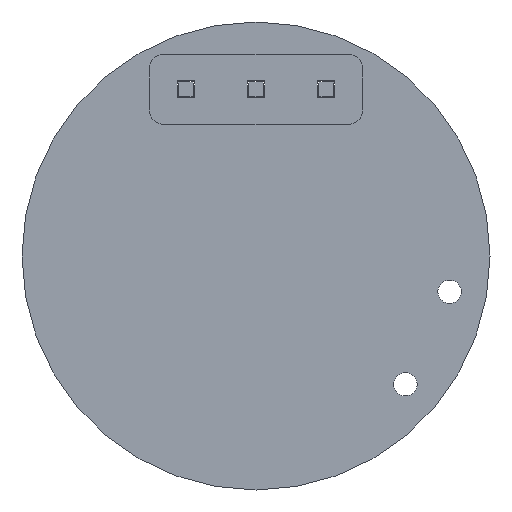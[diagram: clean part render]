
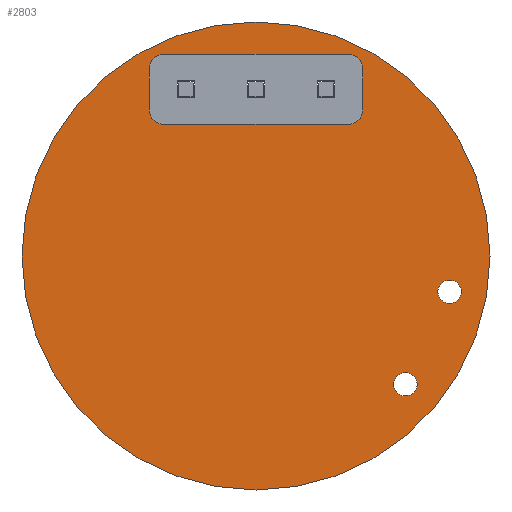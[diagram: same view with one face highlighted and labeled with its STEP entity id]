
A CAD part, front view. The second image highlights one B-rep face of the part: STEP entity #2803.
In plain terms, the highlighted planar face has unit normal (0, -1, 0).
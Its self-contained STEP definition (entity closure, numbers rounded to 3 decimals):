
#2695=CARTESIAN_POINT('',(0.,0.,0.));
#2696=DIRECTION('',(0.,1.,0.));
#2697=DIRECTION('',(0.,0.,1.));
#2698=AXIS2_PLACEMENT_3D('',#2695,#2696,#2697);
#2699=PLANE('',#2698);
#2700=CARTESIAN_POINT('',(-0.,-0.,-8.));
#2701=VERTEX_POINT('',#2700);
#2702=CARTESIAN_POINT('',(0.,0.,0.));
#2703=DIRECTION('',(0.,-1.,0.));
#2704=DIRECTION('',(0.,0.,-1.));
#2705=AXIS2_PLACEMENT_3D('',#2702,#2703,#2704);
#2706=CIRCLE('',#2705,8.);
#2707=EDGE_CURVE('',#2701,#2701,#2706,.T.);
#2708=ORIENTED_EDGE('',*,*,#2707,.T.);
#2709=EDGE_LOOP('',(#2708));
#2710=FACE_BOUND('',#2709,.T.);
#2711=CARTESIAN_POINT('',(5.108,0.,-3.984));
#2712=VERTEX_POINT('',#2711);
#2713=CARTESIAN_POINT('',(5.108,0.,-4.384));
#2714=DIRECTION('',(0.,1.,0.));
#2715=DIRECTION('',(0.,-0.,1.));
#2716=AXIS2_PLACEMENT_3D('',#2713,#2714,#2715);
#2717=CIRCLE('',#2716,0.4);
#2718=EDGE_CURVE('',#2712,#2712,#2717,.T.);
#2719=ORIENTED_EDGE('',*,*,#2718,.T.);
#2720=EDGE_LOOP('',(#2719));
#2721=FACE_BOUND('',#2720,.T.);
#2722=CARTESIAN_POINT('',(6.619,0.,-0.827));
#2723=VERTEX_POINT('',#2722);
#2724=CARTESIAN_POINT('',(6.619,0.,-1.227));
#2725=DIRECTION('',(0.,1.,0.));
#2726=DIRECTION('',(0.,-0.,1.));
#2727=AXIS2_PLACEMENT_3D('',#2724,#2725,#2726);
#2728=CIRCLE('',#2727,0.4);
#2729=EDGE_CURVE('',#2723,#2723,#2728,.T.);
#2730=ORIENTED_EDGE('',*,*,#2729,.T.);
#2731=EDGE_LOOP('',(#2730));
#2732=FACE_BOUND('',#2731,.T.);
#2733=CARTESIAN_POINT('',(-3.65,0.,6.4));
#2734=VERTEX_POINT('',#2733);
#2735=CARTESIAN_POINT('',(-3.65,0.,5.));
#2736=VERTEX_POINT('',#2735);
#2737=CARTESIAN_POINT('',(-3.65,0.,6.4));
#2738=DIRECTION('',(0.,0.,-1.));
#2739=VECTOR('',#2738,1.4);
#2740=LINE('',#2737,#2739);
#2741=EDGE_CURVE('',#2734,#2736,#2740,.T.);
#2742=ORIENTED_EDGE('',*,*,#2741,.F.);
#2743=CARTESIAN_POINT('',(-3.15,0.,6.9));
#2744=VERTEX_POINT('',#2743);
#2745=CARTESIAN_POINT('',(-3.15,0.,6.4));
#2746=DIRECTION('',(0.,1.,0.));
#2747=DIRECTION('',(0.,-0.,1.));
#2748=AXIS2_PLACEMENT_3D('',#2745,#2746,#2747);
#2749=CIRCLE('',#2748,0.5);
#2750=EDGE_CURVE('',#2734,#2744,#2749,.T.);
#2751=ORIENTED_EDGE('',*,*,#2750,.T.);
#2752=CARTESIAN_POINT('',(3.15,0.,6.9));
#2753=VERTEX_POINT('',#2752);
#2754=CARTESIAN_POINT('',(3.15,0.,6.9));
#2755=DIRECTION('',(-1.,0.,0.));
#2756=VECTOR('',#2755,6.3);
#2757=LINE('',#2754,#2756);
#2758=EDGE_CURVE('',#2753,#2744,#2757,.T.);
#2759=ORIENTED_EDGE('',*,*,#2758,.F.);
#2760=CARTESIAN_POINT('',(3.65,0.,6.4));
#2761=VERTEX_POINT('',#2760);
#2762=CARTESIAN_POINT('',(3.15,0.,6.4));
#2763=DIRECTION('',(0.,1.,0.));
#2764=DIRECTION('',(0.,-0.,1.));
#2765=AXIS2_PLACEMENT_3D('',#2762,#2763,#2764);
#2766=CIRCLE('',#2765,0.5);
#2767=EDGE_CURVE('',#2753,#2761,#2766,.T.);
#2768=ORIENTED_EDGE('',*,*,#2767,.T.);
#2769=CARTESIAN_POINT('',(3.65,0.,5.));
#2770=VERTEX_POINT('',#2769);
#2771=CARTESIAN_POINT('',(3.65,0.,5.));
#2772=DIRECTION('',(0.,0.,1.));
#2773=VECTOR('',#2772,1.4);
#2774=LINE('',#2771,#2773);
#2775=EDGE_CURVE('',#2770,#2761,#2774,.T.);
#2776=ORIENTED_EDGE('',*,*,#2775,.F.);
#2777=CARTESIAN_POINT('',(3.15,0.,4.5));
#2778=VERTEX_POINT('',#2777);
#2779=CARTESIAN_POINT('',(3.15,0.,5.));
#2780=DIRECTION('',(0.,1.,0.));
#2781=DIRECTION('',(0.,-0.,1.));
#2782=AXIS2_PLACEMENT_3D('',#2779,#2780,#2781);
#2783=CIRCLE('',#2782,0.5);
#2784=EDGE_CURVE('',#2770,#2778,#2783,.T.);
#2785=ORIENTED_EDGE('',*,*,#2784,.T.);
#2786=CARTESIAN_POINT('',(-3.15,0.,4.5));
#2787=VERTEX_POINT('',#2786);
#2788=CARTESIAN_POINT('',(-3.15,0.,4.5));
#2789=DIRECTION('',(1.,0.,0.));
#2790=VECTOR('',#2789,6.3);
#2791=LINE('',#2788,#2790);
#2792=EDGE_CURVE('',#2787,#2778,#2791,.T.);
#2793=ORIENTED_EDGE('',*,*,#2792,.F.);
#2794=CARTESIAN_POINT('',(-3.15,0.,5.));
#2795=DIRECTION('',(0.,1.,0.));
#2796=DIRECTION('',(0.,-0.,1.));
#2797=AXIS2_PLACEMENT_3D('',#2794,#2795,#2796);
#2798=CIRCLE('',#2797,0.5);
#2799=EDGE_CURVE('',#2787,#2736,#2798,.T.);
#2800=ORIENTED_EDGE('',*,*,#2799,.T.);
#2801=EDGE_LOOP('',(#2742,#2751,#2759,#2768,#2776,#2785,#2793,#2800));
#2802=FACE_BOUND('',#2801,.T.);
#2803=ADVANCED_FACE('',(#2710,#2721,#2732,#2802),#2699,.F.);
